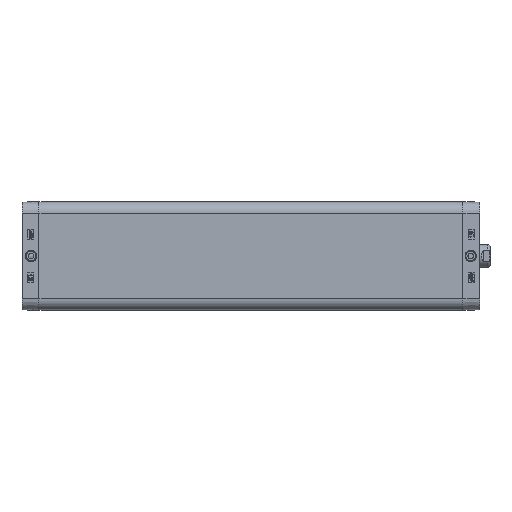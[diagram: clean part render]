
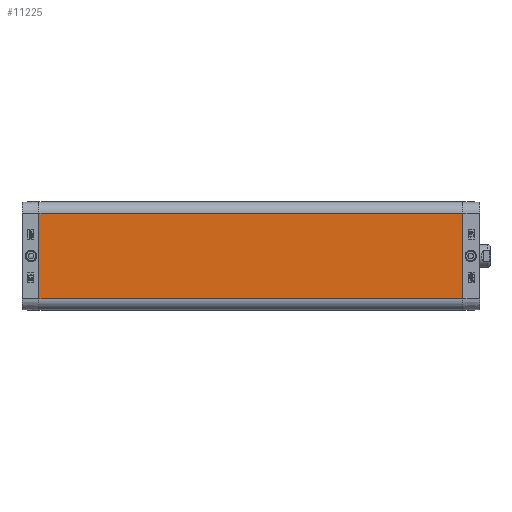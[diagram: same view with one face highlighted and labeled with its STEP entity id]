
A CAD part, left-side view. The second image highlights one B-rep face of the part: STEP entity #11225.
In plain terms, the highlighted planar face has unit normal (-1, 0, 0).
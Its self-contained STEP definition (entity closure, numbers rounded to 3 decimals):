
#5608=CARTESIAN_POINT('',(-47.75,-374.0,37.75));
#5609=VERTEX_POINT('',#5608);
#5616=CARTESIAN_POINT('',(-47.75,-374.0,-37.75));
#5617=VERTEX_POINT('',#5616);
#5618=CARTESIAN_POINT('',(-47.75,-374.0,-37.75));
#5619=DIRECTION('',(0.0,0.0,1.0));
#5620=VECTOR('',#5619,75.5);
#5621=LINE('',#5618,#5620);
#5622=EDGE_CURVE('',#5617,#5609,#5621,.T.);
#11183=CARTESIAN_POINT('',(-47.75,0.0,-37.75));
#11184=VERTEX_POINT('',#11183);
#11185=CARTESIAN_POINT('',(-47.75,0.0,-37.75));
#11186=DIRECTION('',(0.0,-1.0,0.0));
#11187=VECTOR('',#11186,374.0);
#11188=LINE('',#11185,#11187);
#11189=EDGE_CURVE('',#11184,#5617,#11188,.T.);
#11202=CARTESIAN_POINT('',(-47.75,0.0,-37.75));
#11203=DIRECTION('',(-1.0,0.0,0.0));
#11204=DIRECTION('',(0.0,0.0,1.0));
#11205=AXIS2_PLACEMENT_3D('',#11202,#11203,#11204);
#11206=PLANE('',#11205);
#11207=ORIENTED_EDGE('',*,*,#5622,.T.);
#11208=CARTESIAN_POINT('',(-47.75,0.0,37.75));
#11209=VERTEX_POINT('',#11208);
#11210=CARTESIAN_POINT('',(-47.75,0.0,37.75));
#11211=DIRECTION('',(0.0,-1.0,0.0));
#11212=VECTOR('',#11211,374.0);
#11213=LINE('',#11210,#11212);
#11214=EDGE_CURVE('',#11209,#5609,#11213,.T.);
#11215=ORIENTED_EDGE('',*,*,#11214,.F.);
#11216=CARTESIAN_POINT('',(-47.75,0.0,-37.75));
#11217=DIRECTION('',(0.0,0.0,1.0));
#11218=VECTOR('',#11217,75.5);
#11219=LINE('',#11216,#11218);
#11220=EDGE_CURVE('',#11184,#11209,#11219,.T.);
#11221=ORIENTED_EDGE('',*,*,#11220,.F.);
#11222=ORIENTED_EDGE('',*,*,#11189,.T.);
#11223=EDGE_LOOP('',(#11207,#11215,#11221,#11222));
#11224=FACE_OUTER_BOUND('',#11223,.T.);
#11225=ADVANCED_FACE('',(#11224),#11206,.T.);
